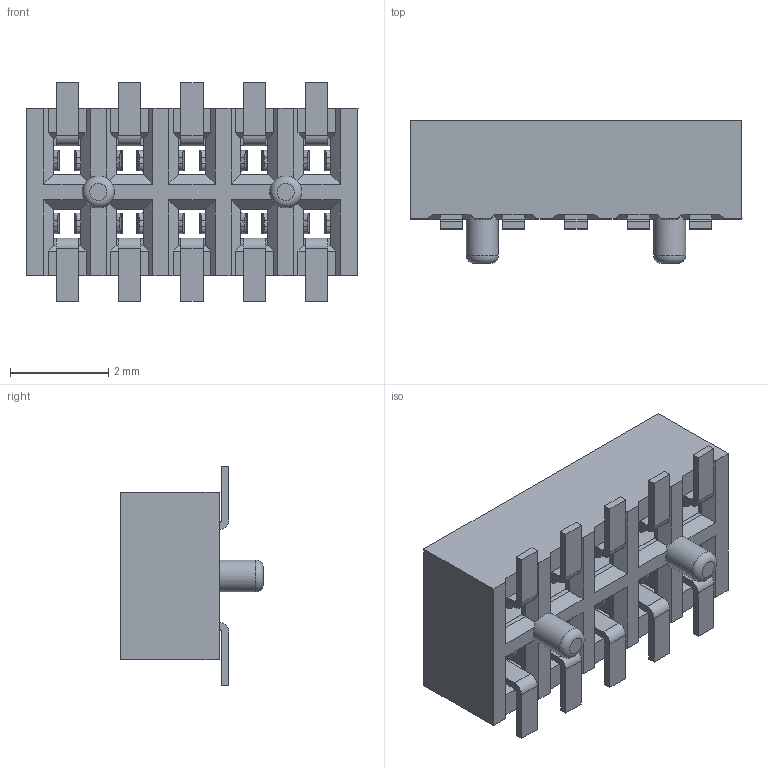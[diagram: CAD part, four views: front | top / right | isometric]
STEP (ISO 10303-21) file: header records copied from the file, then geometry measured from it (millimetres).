
FILE_DESCRIPTION(/* description */ (''),/* implementation_level */ '2;1');
FILE_NAME(/* name */ '6061-010-XX-10.stp',/* time_stamp */ '2025-05-20T11:35:51+02:00',/* author */ ('andreas.larin'),/* organization */ (''),/* preprocessor_version */ 'ST-DEVELOPER v20',/* originating_system */ 'Autodesk Inventor 2025',/* authorisation */ '');
FILE_SCHEMA (('AUTOMOTIVE_DESIGN { 1 0 10303 214 3 1 1 }'));
Length unit declared in the file: millimetre
Products named in the file (1): 6061-010-XX-10
Bounding box: 6.75 x 2.9 x 4.45 mm (x, y, z)
Volume: 37.3 mm3; surface area: 190.2 mm2
Topology: 1 solids, 1 shells, 768 faces, 2308 edges, 1492 vertices
Faces by surface type: plane 484, cylinder 282, torus 2
Full cylindrical faces by diameter (mm): 0.65 x2
Entity records: 26935 total; most frequent: CARTESIAN_POINT 4769, ORIENTED_EDGE 4616, DIRECTION 4480, EDGE_CURVE 2308, LINE 1594, VECTOR 1594, VERTEX_POINT 1492, AXIS2_PLACEMENT_3D 1443
